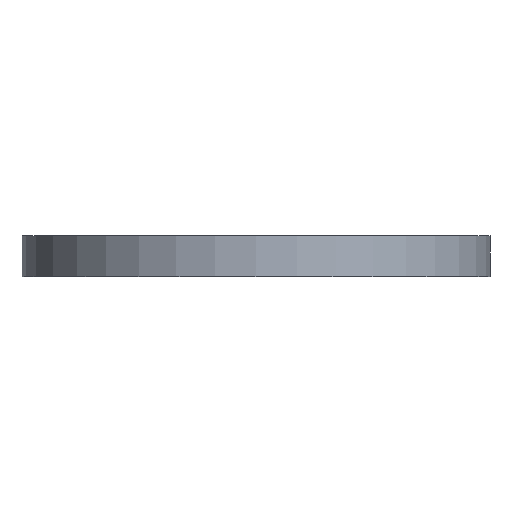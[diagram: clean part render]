
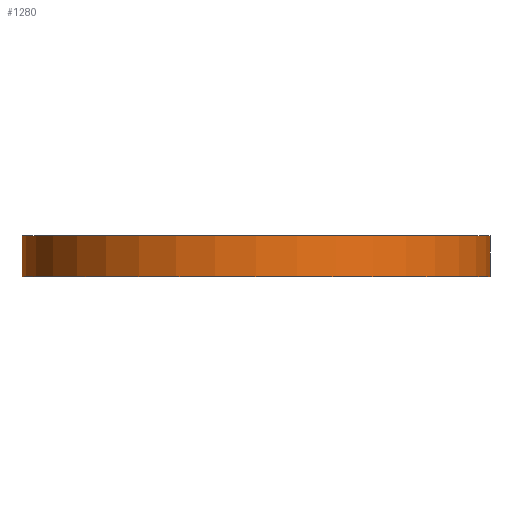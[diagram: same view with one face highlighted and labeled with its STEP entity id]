
A CAD part, front view. The second image highlights one B-rep face of the part: STEP entity #1280.
In plain terms, the highlighted cylindrical face has radius 15.995 mm (diameter 31.99 mm), a full revolution.
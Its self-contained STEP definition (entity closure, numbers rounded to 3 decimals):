
#1280 = ADVANCED_FACE( '', ( #2771, #2772 ), #2773, .T. );
#2771 = FACE_OUTER_BOUND( '', #7170, .T. );
#2772 = FACE_OUTER_BOUND( '', #7171, .T. );
#2773 = CYLINDRICAL_SURFACE( '', #7172, 15.995 );
#7170 = EDGE_LOOP( '', ( #12700 ) );
#7171 = EDGE_LOOP( '', ( #12701 ) );
#7172 = AXIS2_PLACEMENT_3D( '', #12702, #12703, #12704 );
#12700 = ORIENTED_EDGE( '', *, *, #14899, .T. );
#12701 = ORIENTED_EDGE( '', *, *, #15899, .T. );
#12702 = CARTESIAN_POINT( '', ( 0., 0., 0. ) );
#12703 = DIRECTION( '', ( 0., 0., -1. ) );
#12704 = DIRECTION( '', ( 1., 0., 0. ) );
#14899 = EDGE_CURVE( '', #17574, #17574, #17575, .F. );
#15899 = EDGE_CURVE( '', #19081, #19081, #19082, .F. );
#17574 = VERTEX_POINT( '', #21644 );
#17575 = CIRCLE( '', #21645, 15.995 );
#19081 = VERTEX_POINT( '', #24638 );
#19082 = CIRCLE( '', #24639, 15.995 );
#21644 = CARTESIAN_POINT( '', ( -15.995, 0., -2.8 ) );
#21645 = AXIS2_PLACEMENT_3D( '', #25784, #25785, #25786 );
#24638 = CARTESIAN_POINT( '', ( 15.995, 0., 0. ) );
#24639 = AXIS2_PLACEMENT_3D( '', #26149, #26150, #26151 );
#25784 = CARTESIAN_POINT( '', ( 0., 0., -2.8 ) );
#25785 = DIRECTION( '', ( 0., 0., -1. ) );
#25786 = DIRECTION( '', ( -1., 0., 0. ) );
#26149 = CARTESIAN_POINT( '', ( 0., 0., 0. ) );
#26150 = DIRECTION( '', ( 0., 0., 1. ) );
#26151 = DIRECTION( '', ( 1., 0., 0. ) );
